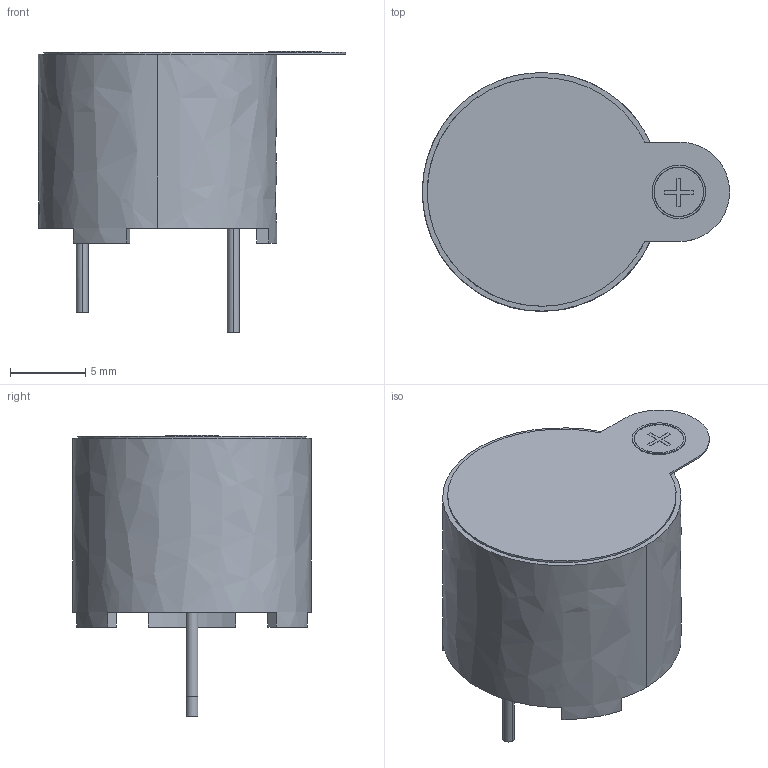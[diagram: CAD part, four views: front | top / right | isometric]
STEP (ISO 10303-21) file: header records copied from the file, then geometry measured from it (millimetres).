
FILE_DESCRIPTION(/* description */ (''),/* implementation_level */ '2;1');
FILE_NAME(/* name */ 'BUZEER~1',/* time_stamp */ '2019-11-20T21:21:42+01:00',/* author */ (''),/* organization */ (''),/* preprocessor_version */ 'ST-DEVELOPER v15',/* originating_system */ '',/* authorisation */ '');
FILE_SCHEMA (('AUTOMOTIVE_DESIGN'));
Length unit declared in the file: millimetre
Products named in the file (1): Document
Bounding box: 20.34 x 15.8 x 18.63 mm (x, y, z)
Volume: 2334.4 mm3; surface area: 1139.2 mm2
Topology: 2 solids, 2 shells, 53 faces, 130 edges, 86 vertices
Faces by surface type: plane 34, bspline 19
Entity records: 1675 total; most frequent: CARTESIAN_POINT 819, ORIENTED_EDGE 260, EDGE_CURVE 130, VERTEX_POINT 86, B_SPLINE_CURVE_WITH_KNOTS 84, EDGE_LOOP 58, ADVANCED_FACE 53, FACE_OUTER_BOUND 53
